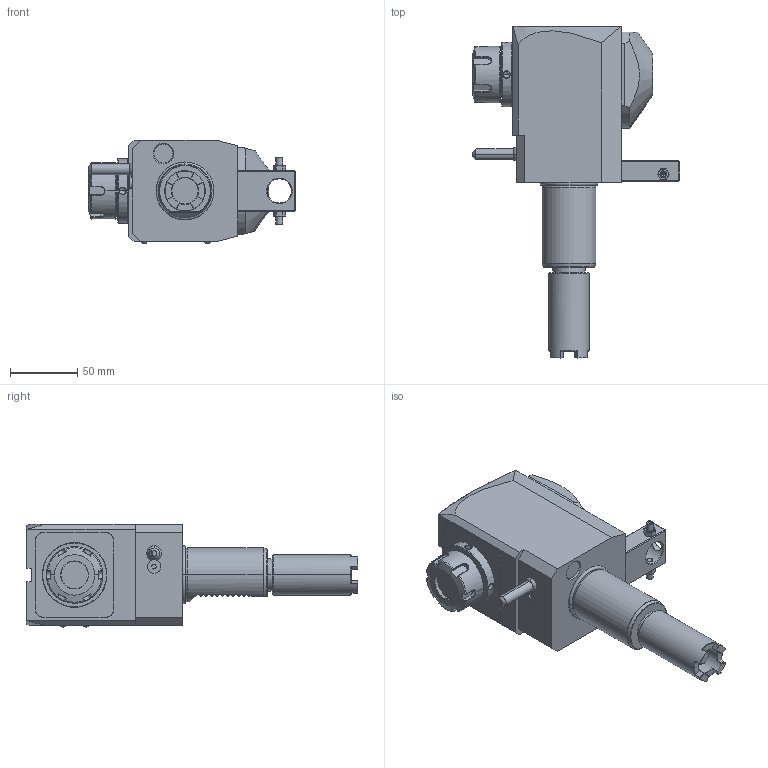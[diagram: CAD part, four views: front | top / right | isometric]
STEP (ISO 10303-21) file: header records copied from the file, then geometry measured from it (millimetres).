
FILE_DESCRIPTION((''),'2;1');
FILE_NAME('NGT1_40_251_25_2_2_80C','2017-03-10T',('vali'),('NOVA GRUP'),'PRO/ENGINEER BY PARAMETRIC TECHNOLOGY CORPORATION, 2010280','PRO/ENGINEER BY PARAMETRIC TECHNOLOGY CORPORATION, 2010280','');
FILE_SCHEMA(('CONFIG_CONTROL_DESIGN'));
Length unit declared in the file: millimetre
Products named in the file (1): NGT1_40_251_25_2_2_80C
Bounding box: 153.6 x 246.25 x 76.6 mm (x, y, z)
Volume: 919920.9 mm3; surface area: 79010.6 mm2
Topology: 1 solids, 1 shells, 482 faces, 1207 edges, 740 vertices
Faces by surface type: plane 227, cylinder 92, cone 89, bspline 54, torus 12, sphere 6, extrusion 2
Entity records: 20133 total; most frequent: CARTESIAN_POINT 9366, ORIENTED_EDGE 2382, DIRECTION 1943, EDGE_CURVE 1191, VERTEX_POINT 740, AXIS2_PLACEMENT_3D 665, VECTOR 613, LINE 611
